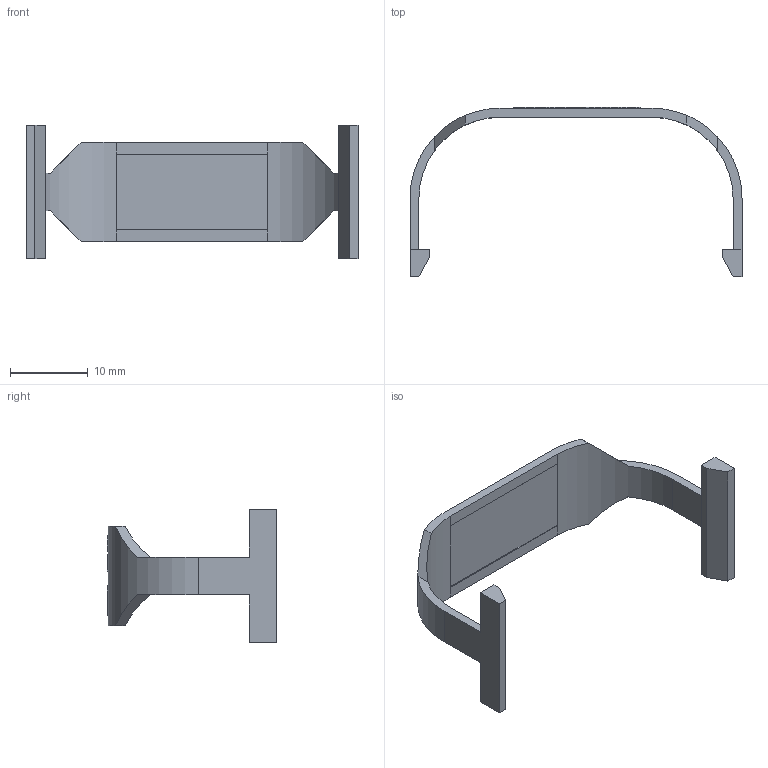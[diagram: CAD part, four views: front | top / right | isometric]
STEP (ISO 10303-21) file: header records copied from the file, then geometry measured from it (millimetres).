
FILE_DESCRIPTION (( 'STEP AP214' ), '1' );
FILE_NAME ('BK-18650-PC4-COVER.STEP', '2023-11-22T17:38:22', ( '' ), ( '' ), 'SwSTEP 2.0', 'SolidWorks 2021', '' );
FILE_SCHEMA (( 'AUTOMOTIVE_DESIGN' ));
Length unit declared in the file: inch
Products named in the file (1): BK-18650-PC4-COVER
Bounding box: 42.61 x 21.72 x 17.14 mm (x, y, z)
Volume: 892.9 mm3; surface area: 1768.4 mm2
Topology: 1 solids, 1 shells, 297 faces, 785 edges, 522 vertices
Faces by surface type: plane 191, bspline 102, cylinder 4
Entity records: 15255 total; most frequent: CARTESIAN_POINT 8555, ORIENTED_EDGE 1570, DIRECTION 981, EDGE_CURVE 785, LINE 557, VECTOR 557, VERTEX_POINT 522, EDGE_LOOP 329
